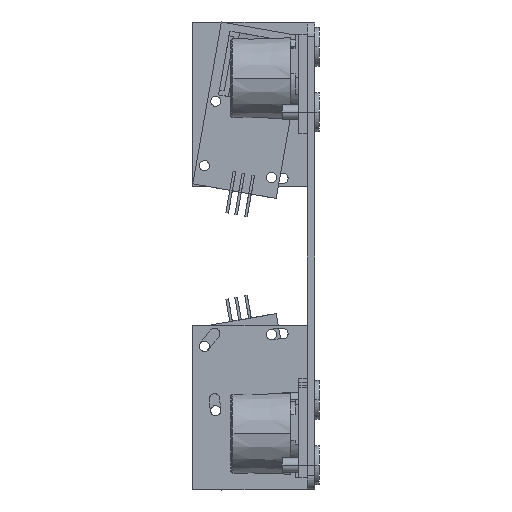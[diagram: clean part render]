
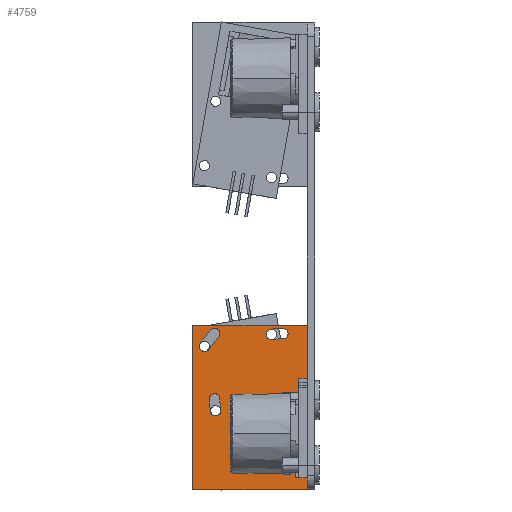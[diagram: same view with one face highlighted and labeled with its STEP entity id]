
A CAD part, left-side view. The second image highlights one B-rep face of the part: STEP entity #4759.
In plain terms, the highlighted planar face has unit normal (-1, 0, 0).
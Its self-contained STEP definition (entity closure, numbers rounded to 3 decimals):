
#501=DIRECTION('',(0.,0.,1.));
#502=VECTOR('',#501,33.);
#503=CARTESIAN_POINT('',(23.,1.5,-94.));
#504=LINE('',#503,#502);
#1033=DIRECTION('',(0.,0.,1.));
#1034=VECTOR('',#1033,33.);
#1035=CARTESIAN_POINT('',(23.,24.5,-94.));
#1036=LINE('',#1035,#1034);
#1162=DIRECTION('',(0.,1.,0.));
#1163=VECTOR('',#1162,23.);
#1164=CARTESIAN_POINT('',(23.,1.5,-94.));
#1165=LINE('',#1164,#1163);
#1166=CARTESIAN_POINT('',(23.,6.406,-75.68));
#1167=DIRECTION('',(1.,0.,0.));
#1168=DIRECTION('',(0.,0.,-1.));
#1169=AXIS2_PLACEMENT_3D('',#1166,#1167,#1168);
#1171=CARTESIAN_POINT('',(23.,6.406,-75.68));
#1172=DIRECTION('',(1.,0.,0.));
#1173=DIRECTION('',(0.,0.,1.));
#1174=AXIS2_PLACEMENT_3D('',#1171,#1172,#1173);
#1176=CARTESIAN_POINT('',(23.,6.406,-75.68));
#1177=DIRECTION('',(1.,0.,0.));
#1178=DIRECTION('',(0.,0.985,-0.174));
#1179=AXIS2_PLACEMENT_3D('',#1176,#1177,#1178);
#1181=CARTESIAN_POINT('',(23.,19.898,-78.059));
#1182=DIRECTION('',(1.,0.,0.));
#1183=DIRECTION('',(0.,-0.985,0.174));
#1184=AXIS2_PLACEMENT_3D('',#1181,#1182,#1183);
#1186=CARTESIAN_POINT('',(23.,6.406,-75.68));
#1187=DIRECTION('',(1.,0.,0.));
#1188=DIRECTION('',(0.,0.985,-0.174));
#1189=AXIS2_PLACEMENT_3D('',#1186,#1187,#1188);
#1191=CARTESIAN_POINT('',(23.,20.106,-75.68));
#1192=DIRECTION('',(1.,0.,0.));
#1193=DIRECTION('',(0.,1.,0.));
#1194=AXIS2_PLACEMENT_3D('',#1191,#1192,#1193);
#1196=CARTESIAN_POINT('',(23.,6.406,-75.68));
#1197=DIRECTION('',(1.,0.,0.));
#1198=DIRECTION('',(0.,0.174,0.985));
#1199=AXIS2_PLACEMENT_3D('',#1196,#1197,#1198);
#1201=CARTESIAN_POINT('',(23.,8.681,-62.779));
#1202=DIRECTION('',(1.,0.,0.));
#1203=DIRECTION('',(0.,-0.174,-0.985));
#1204=AXIS2_PLACEMENT_3D('',#1201,#1202,#1203);
#1206=CARTESIAN_POINT('',(23.,6.406,-75.68));
#1207=DIRECTION('',(1.,0.,0.));
#1208=DIRECTION('',(0.,0.174,0.985));
#1209=AXIS2_PLACEMENT_3D('',#1206,#1207,#1208);
#1211=CARTESIAN_POINT('',(23.,6.406,-62.58));
#1212=DIRECTION('',(1.,0.,0.));
#1213=DIRECTION('',(0.,0.,1.));
#1214=AXIS2_PLACEMENT_3D('',#1211,#1212,#1213);
#1216=CARTESIAN_POINT('',(23.,6.406,-75.68));
#1217=DIRECTION('',(1.,0.,0.));
#1218=DIRECTION('',(0.,0.832,0.555));
#1219=AXIS2_PLACEMENT_3D('',#1216,#1217,#1218);
#1221=CARTESIAN_POINT('',(23.,22.172,-65.158));
#1222=DIRECTION('',(1.,0.,0.));
#1223=DIRECTION('',(0.,-0.832,-0.555));
#1224=AXIS2_PLACEMENT_3D('',#1221,#1222,#1223);
#1226=CARTESIAN_POINT('',(23.,6.406,-75.68));
#1227=DIRECTION('',(1.,0.,0.));
#1228=DIRECTION('',(0.,0.832,0.555));
#1229=AXIS2_PLACEMENT_3D('',#1226,#1227,#1228);
#1231=CARTESIAN_POINT('',(23.,20.106,-62.58));
#1232=DIRECTION('',(1.,0.,0.));
#1233=DIRECTION('',(0.,0.723,0.691));
#1234=AXIS2_PLACEMENT_3D('',#1231,#1232,#1233);
#1236=DIRECTION('',(0.,1.,0.));
#1237=VECTOR('',#1236,23.);
#1238=CARTESIAN_POINT('',(23.,1.5,-61.));
#1239=LINE('',#1238,#1237);
#2896=CARTESIAN_POINT('',(23.,1.5,-94.));
#2897=VERTEX_POINT('',#2896);
#2948=CARTESIAN_POINT('',(23.,24.5,-94.));
#2949=CARTESIAN_POINT('',(23.,24.5,-61.));
#2950=VERTEX_POINT('',#2948);
#2951=VERTEX_POINT('',#2949);
#3008=CARTESIAN_POINT('',(23.,1.5,-61.));
#3009=VERTEX_POINT('',#3008);
#3056=CARTESIAN_POINT('',(23.,6.406,-76.73));
#3057=CARTESIAN_POINT('',(23.,6.406,-74.63));
#3058=VERTEX_POINT('',#3056);
#3059=VERTEX_POINT('',#3057);
#3280=CARTESIAN_POINT('',(23.,20.932,-78.241));
#3281=CARTESIAN_POINT('',(23.,21.156,-75.68));
#3282=VERTEX_POINT('',#3280);
#3283=VERTEX_POINT('',#3281);
#3284=CARTESIAN_POINT('',(23.,19.056,-75.68));
#3285=VERTEX_POINT('',#3284);
#3286=CARTESIAN_POINT('',(23.,18.864,-77.876));
#3287=VERTEX_POINT('',#3286);
#3288=CARTESIAN_POINT('',(23.,8.863,-61.745));
#3289=CARTESIAN_POINT('',(23.,6.406,-61.53));
#3290=VERTEX_POINT('',#3288);
#3291=VERTEX_POINT('',#3289);
#3292=CARTESIAN_POINT('',(23.,6.406,-63.63));
#3293=VERTEX_POINT('',#3292);
#3294=CARTESIAN_POINT('',(23.,8.498,-63.813));
#3295=VERTEX_POINT('',#3294);
#3296=CARTESIAN_POINT('',(23.,23.046,-64.575));
#3297=CARTESIAN_POINT('',(23.,20.865,-61.854));
#3298=VERTEX_POINT('',#3296);
#3299=VERTEX_POINT('',#3297);
#3300=CARTESIAN_POINT('',(23.,19.347,-63.305));
#3301=VERTEX_POINT('',#3300);
#3302=CARTESIAN_POINT('',(23.,21.299,-65.741));
#3303=VERTEX_POINT('',#3302);
#4711=CARTESIAN_POINT('',(23.,1.5,-94.));
#4712=DIRECTION('',(-1.,0.,0.));
#4713=DIRECTION('',(0.,0.,1.));
#4714=AXIS2_PLACEMENT_3D('',#4711,#4712,#4713);
#4715=PLANE('',#4714);
#4716=ORIENTED_EDGE('',*,*,#3939,.F.);
#4717=ORIENTED_EDGE('',*,*,#4473,.T.);
#4718=ORIENTED_EDGE('',*,*,#4599,.T.);
#4720=ORIENTED_EDGE('',*,*,#4719,.F.);
#4721=EDGE_LOOP('',(#4716,#4717,#4718,#4720));
#4722=FACE_OUTER_BOUND('',#4721,.F.);
#4724=ORIENTED_EDGE('',*,*,#4723,.F.);
#4726=ORIENTED_EDGE('',*,*,#4725,.F.);
#4727=EDGE_LOOP('',(#4724,#4726));
#4728=FACE_BOUND('',#4727,.F.);
#4730=ORIENTED_EDGE('',*,*,#4729,.F.);
#4732=ORIENTED_EDGE('',*,*,#4731,.F.);
#4734=ORIENTED_EDGE('',*,*,#4733,.T.);
#4736=ORIENTED_EDGE('',*,*,#4735,.F.);
#4737=EDGE_LOOP('',(#4730,#4732,#4734,#4736));
#4738=FACE_BOUND('',#4737,.F.);
#4740=ORIENTED_EDGE('',*,*,#4739,.F.);
#4742=ORIENTED_EDGE('',*,*,#4741,.F.);
#4744=ORIENTED_EDGE('',*,*,#4743,.T.);
#4746=ORIENTED_EDGE('',*,*,#4745,.F.);
#4747=EDGE_LOOP('',(#4740,#4742,#4744,#4746));
#4748=FACE_BOUND('',#4747,.F.);
#4750=ORIENTED_EDGE('',*,*,#4749,.F.);
#4752=ORIENTED_EDGE('',*,*,#4751,.F.);
#4754=ORIENTED_EDGE('',*,*,#4753,.T.);
#4756=ORIENTED_EDGE('',*,*,#4755,.F.);
#4757=EDGE_LOOP('',(#4750,#4752,#4754,#4756));
#4758=FACE_BOUND('',#4757,.F.);
#1170=CIRCLE('',#1169,1.05);
#1175=CIRCLE('',#1174,1.05);
#1180=CIRCLE('',#1179,14.75);
#1185=CIRCLE('',#1184,1.05);
#1190=CIRCLE('',#1189,12.65);
#1195=CIRCLE('',#1194,1.05);
#1200=CIRCLE('',#1199,14.15);
#1205=CIRCLE('',#1204,1.05);
#1210=CIRCLE('',#1209,12.05);
#1215=CIRCLE('',#1214,1.05);
#1220=CIRCLE('',#1219,20.005);
#1225=CIRCLE('',#1224,1.05);
#1230=CIRCLE('',#1229,17.905);
#1235=CIRCLE('',#1234,1.05);
#3939=EDGE_CURVE('',#2897,#3009,#504,.T.);
#4473=EDGE_CURVE('',#2897,#2950,#1165,.T.);
#4599=EDGE_CURVE('',#2950,#2951,#1036,.T.);
#4719=EDGE_CURVE('',#3009,#2951,#1239,.T.);
#4723=EDGE_CURVE('',#3058,#3059,#1170,.T.);
#4725=EDGE_CURVE('',#3059,#3058,#1175,.T.);
#4729=EDGE_CURVE('',#3282,#3283,#1180,.T.);
#4731=EDGE_CURVE('',#3287,#3282,#1185,.T.);
#4733=EDGE_CURVE('',#3287,#3285,#1190,.T.);
#4735=EDGE_CURVE('',#3283,#3285,#1195,.T.);
#4739=EDGE_CURVE('',#3290,#3291,#1200,.T.);
#4741=EDGE_CURVE('',#3295,#3290,#1205,.T.);
#4743=EDGE_CURVE('',#3295,#3293,#1210,.T.);
#4745=EDGE_CURVE('',#3291,#3293,#1215,.T.);
#4749=EDGE_CURVE('',#3298,#3299,#1220,.T.);
#4751=EDGE_CURVE('',#3303,#3298,#1225,.T.);
#4753=EDGE_CURVE('',#3303,#3301,#1230,.T.);
#4755=EDGE_CURVE('',#3299,#3301,#1235,.T.);
#4759=ADVANCED_FACE('',(#4722,#4728,#4738,#4748,#4758),#4715,.T.);
